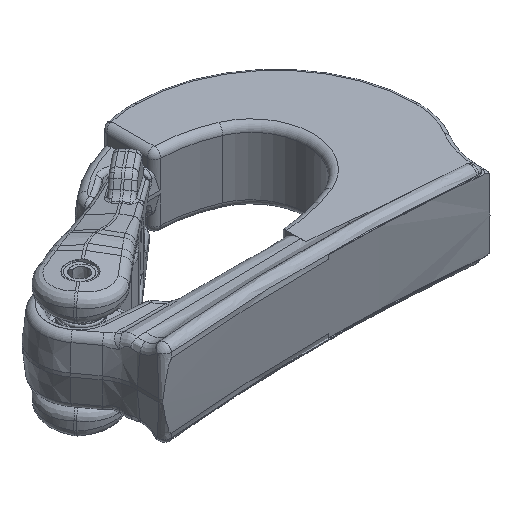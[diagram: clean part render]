
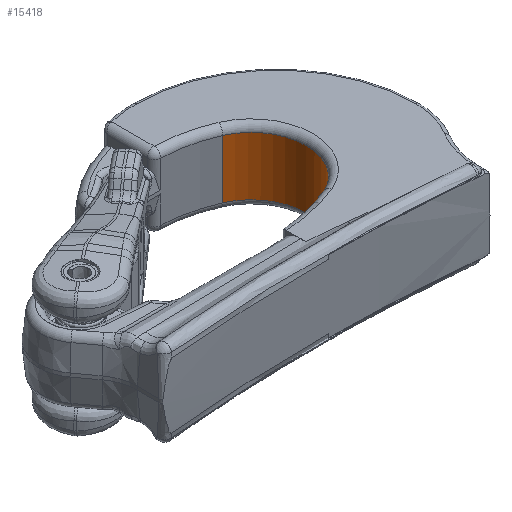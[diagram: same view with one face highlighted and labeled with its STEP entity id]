
A CAD part, isometric view. The second image highlights one B-rep face of the part: STEP entity #15418.
In plain terms, the highlighted cylindrical face has radius 16 mm (diameter 32 mm), a partial arc.
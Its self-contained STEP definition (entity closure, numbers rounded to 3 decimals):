
#68 = ORIENTED_EDGE ( 'NONE', *, *, #4434, .F. ) ;
#710 = CARTESIAN_POINT ( 'NONE',  ( 19.485, 19.398, -8.5 ) ) ;
#1209 = AXIS2_PLACEMENT_3D ( 'NONE', #13282, #22438, #7237 ) ;
#1888 = CARTESIAN_POINT ( 'NONE',  ( 13.25, 34.133, -8.5 ) ) ;
#1999 = DIRECTION ( 'NONE',  ( 0., 0., 1. ) ) ;
#2190 = DIRECTION ( 'NONE',  ( -1., 0., 0. ) ) ;
#3708 = CARTESIAN_POINT ( 'NONE',  ( 13.25, 34.133, 6. ) ) ;
#4434 = EDGE_CURVE ( 'NONE', #32634, #18731, #21447, .T. ) ;
#7073 = VECTOR ( 'NONE', #29196, 1000. ) ;
#7237 = DIRECTION ( 'NONE',  ( 1., 0., 0. ) ) ;
#8061 = CARTESIAN_POINT ( 'NONE',  ( 13.25, 34.133, 8.5 ) ) ;
#8535 = CARTESIAN_POINT ( 'NONE',  ( 19.636, 48.803, 6. ) ) ;
#8986 = CYLINDRICAL_SURFACE ( 'NONE', #21763, 16. ) ;
#9160 = DIRECTION ( 'NONE',  ( 0., 0., -1. ) ) ;
#9209 = EDGE_CURVE ( 'NONE', #16309, #36371, #23362, .T. ) ;
#9354 = CARTESIAN_POINT ( 'NONE',  ( 19.485, 19.398, 6. ) ) ;
#10912 = CARTESIAN_POINT ( 'NONE',  ( 19.636, 48.803, -8.5 ) ) ;
#11811 = CIRCLE ( 'NONE', #1209, 16. ) ;
#11973 = EDGE_CURVE ( 'NONE', #32634, #16309, #18987, .T. ) ;
#13282 = CARTESIAN_POINT ( 'NONE',  ( 13.25, 34.133, -8.5 ) ) ;
#14175 = DIRECTION ( 'NONE',  ( 0., 0., -1. ) ) ;
#15418 = ADVANCED_FACE ( 'NONE', ( #30423 ), #8986, .F. ) ;
#15538 = VECTOR ( 'NONE', #9160, 1000. ) ;
#16097 = CARTESIAN_POINT ( 'NONE',  ( 19.636, 48.803, 8.5 ) ) ;
#16309 = VERTEX_POINT ( 'NONE', #16097 ) ;
#16661 = EDGE_CURVE ( 'NONE', #36371, #22196, #11811, .T. ) ;
#17103 = EDGE_CURVE ( 'NONE', #22196, #18731, #34230, .T. ) ;
#18731 = VERTEX_POINT ( 'NONE', #710 ) ;
#18987 = CIRCLE ( 'NONE', #23967, 16. ) ;
#21304 = CARTESIAN_POINT ( 'NONE',  ( 19.485, 19.398, 8.5 ) ) ;
#21447 = LINE ( 'NONE', #9354, #15538 ) ;
#21763 = AXIS2_PLACEMENT_3D ( 'NONE', #3708, #32585, #32775 ) ;
#22196 = VERTEX_POINT ( 'NONE', #28005 ) ;
#22438 = DIRECTION ( 'NONE',  ( 0., 0., -1. ) ) ;
#23362 = LINE ( 'NONE', #8535, #7073 ) ;
#23967 = AXIS2_PLACEMENT_3D ( 'NONE', #8061, #1999, #2190 ) ;
#25464 = ORIENTED_EDGE ( 'NONE', *, *, #16661, .T. ) ;
#25969 = ORIENTED_EDGE ( 'NONE', *, *, #17103, .T. ) ;
#28005 = CARTESIAN_POINT ( 'NONE',  ( 29.25, 34.133, -8.5 ) ) ;
#29196 = DIRECTION ( 'NONE',  ( 0., 0., -1. ) ) ;
#30423 = FACE_OUTER_BOUND ( 'NONE', #34726, .T. ) ;
#31083 = ORIENTED_EDGE ( 'NONE', *, *, #11973, .T. ) ;
#31724 = DIRECTION ( 'NONE',  ( 1., 0., 0. ) ) ;
#32585 = DIRECTION ( 'NONE',  ( 0., 0., -1. ) ) ;
#32634 = VERTEX_POINT ( 'NONE', #21304 ) ;
#32775 = DIRECTION ( 'NONE',  ( -1., 0., 0. ) ) ;
#34230 = CIRCLE ( 'NONE', #37945, 16. ) ;
#34726 = EDGE_LOOP ( 'NONE', ( #35920, #25464, #25969, #68, #31083 ) ) ;
#35920 = ORIENTED_EDGE ( 'NONE', *, *, #9209, .T. ) ;
#36371 = VERTEX_POINT ( 'NONE', #10912 ) ;
#37945 = AXIS2_PLACEMENT_3D ( 'NONE', #1888, #14175, #31724 ) ;
